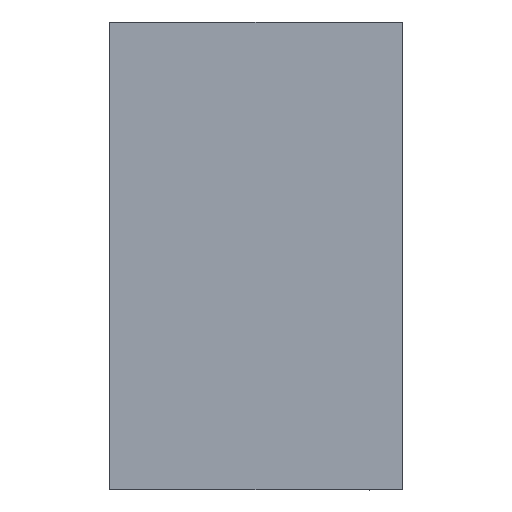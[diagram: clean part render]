
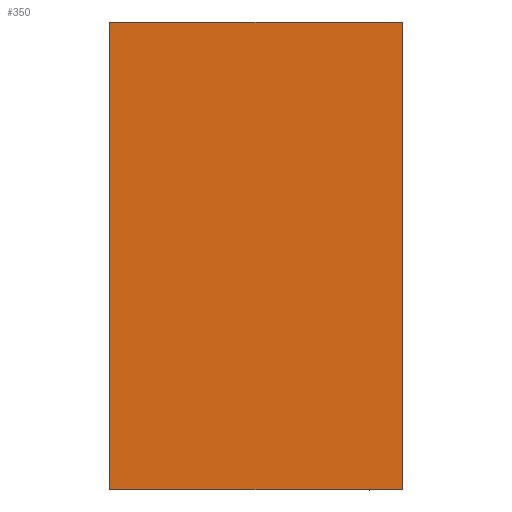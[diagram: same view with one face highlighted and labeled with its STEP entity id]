
A CAD part, top view. The second image highlights one B-rep face of the part: STEP entity #350.
In plain terms, the highlighted planar face has unit normal (0, 0, 1).
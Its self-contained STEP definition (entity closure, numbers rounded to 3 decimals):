
#24 = VERTEX_POINT('',#25);
#25 = CARTESIAN_POINT('',(-29.3,21.875,6.));
#31 = EDGE_CURVE('',#24,#32,#34,.T.);
#32 = VERTEX_POINT('',#33);
#33 = CARTESIAN_POINT('',(-19.3,21.875,6.));
#34 = LINE('',#35,#36);
#35 = CARTESIAN_POINT('',(-29.3,21.875,6.));
#36 = VECTOR('',#37,1.);
#37 = DIRECTION('',(1.,0.,0.));
#80 = VERTEX_POINT('',#81);
#81 = CARTESIAN_POINT('',(-29.3,5.875,6.));
#87 = EDGE_CURVE('',#80,#24,#88,.T.);
#88 = LINE('',#89,#90);
#89 = CARTESIAN_POINT('',(-29.3,5.875,6.));
#90 = VECTOR('',#91,1.);
#91 = DIRECTION('',(0.,1.,0.));
#159 = EDGE_CURVE('',#32,#160,#162,.T.);
#160 = VERTEX_POINT('',#161);
#161 = CARTESIAN_POINT('',(-19.3,5.875,6.));
#162 = LINE('',#163,#164);
#163 = CARTESIAN_POINT('',(-19.3,21.875,6.));
#164 = VECTOR('',#165,1.);
#165 = DIRECTION('',(0.,-1.,0.));
#350 = ADVANCED_FACE('',(#351),#362,.T.);
#351 = FACE_BOUND('',#352,.F.);
#352 = EDGE_LOOP('',(#353,#354,#355,#361));
#353 = ORIENTED_EDGE('',*,*,#31,.T.);
#354 = ORIENTED_EDGE('',*,*,#159,.T.);
#355 = ORIENTED_EDGE('',*,*,#356,.T.);
#356 = EDGE_CURVE('',#160,#80,#357,.T.);
#357 = LINE('',#358,#359);
#358 = CARTESIAN_POINT('',(-19.3,5.875,6.));
#359 = VECTOR('',#360,1.);
#360 = DIRECTION('',(-1.,0.,0.));
#361 = ORIENTED_EDGE('',*,*,#87,.T.);
#362 = PLANE('',#363);
#363 = AXIS2_PLACEMENT_3D('',#364,#365,#366);
#364 = CARTESIAN_POINT('',(-24.3,13.875,6.));
#365 = DIRECTION('',(0.,0.,1.));
#366 = DIRECTION('',(1.,0.,0.));
